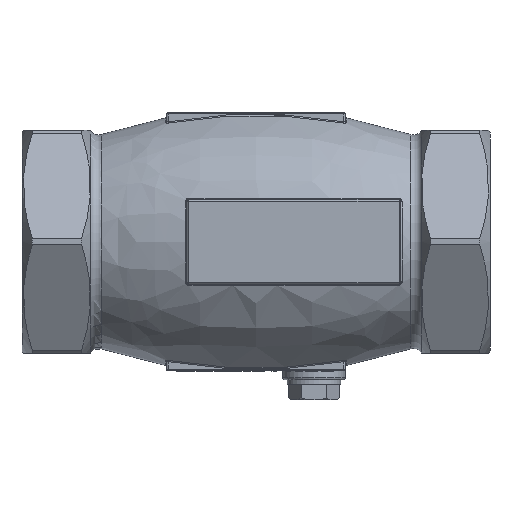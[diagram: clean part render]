
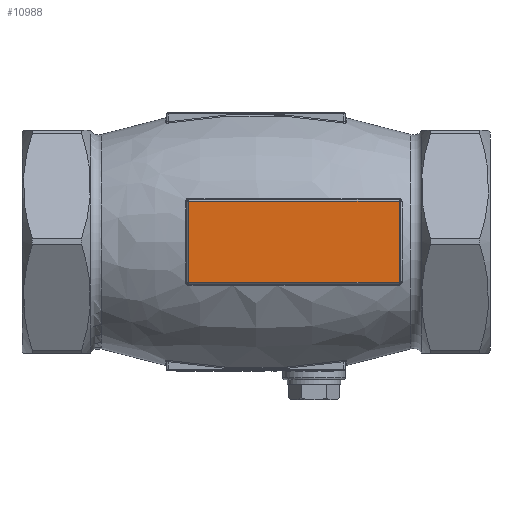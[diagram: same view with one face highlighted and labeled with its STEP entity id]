
A CAD part, front view. The second image highlights one B-rep face of the part: STEP entity #10988.
In plain terms, the highlighted planar face has unit normal (0, -1, 0).
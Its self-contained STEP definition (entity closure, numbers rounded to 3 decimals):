
#3356 = FACE_OUTER_BOUND ( 'NONE', #12179, .T. ) ;
#3469 = PLANE ( 'NONE',  #4050 ) ;
#3504 = CARTESIAN_POINT ( 'NONE',  ( -15.5, -29.5, 9.5 ) ) ;
#3506 = DIRECTION ( 'NONE',  ( 0., 1., 0. ) ) ;
#3508 = DIRECTION ( 'NONE',  ( 0., 0., 1. ) ) ;
#4050 = AXIS2_PLACEMENT_3D ( 'NONE', #3504, #3506, #3508 ) ;
#4392 = VECTOR ( 'NONE', #23486, 1000. ) ;
#4424 = VECTOR ( 'NONE', #23729, 1000. ) ;
#4426 = VECTOR ( 'NONE', #23661, 1000. ) ;
#4435 = VECTOR ( 'NONE', #23836, 1000. ) ;
#8522 = CARTESIAN_POINT ( 'NONE',  ( 32.1, -29.5, -9.1 ) ) ;
#8527 = CARTESIAN_POINT ( 'NONE',  ( 32.1, -29.5, 9.1 ) ) ;
#8530 = CARTESIAN_POINT ( 'NONE',  ( -15.1, -29.5, -9.1 ) ) ;
#8532 = CARTESIAN_POINT ( 'NONE',  ( -15.1, -29.5, 9.1 ) ) ;
#10988 = ADVANCED_FACE ( 'NONE', ( #3356 ), #3469, .F. ) ;
#12179 = EDGE_LOOP ( 'NONE', ( #15649, #15652, #15654, #15657 ) ) ;
#15437 = VERTEX_POINT ( 'NONE', #8522 ) ;
#15438 = VERTEX_POINT ( 'NONE', #8527 ) ;
#15446 = VERTEX_POINT ( 'NONE', #8532 ) ;
#15448 = VERTEX_POINT ( 'NONE', #8530 ) ;
#15649 = ORIENTED_EDGE ( 'NONE', *, *, #32363, .T. ) ;
#15652 = ORIENTED_EDGE ( 'NONE', *, *, #32372, .T. ) ;
#15654 = ORIENTED_EDGE ( 'NONE', *, *, #32356, .T. ) ;
#15657 = ORIENTED_EDGE ( 'NONE', *, *, #32337, .T. ) ;
#23464 = LINE ( 'NONE', #23482, #4392 ) ;
#23482 = CARTESIAN_POINT ( 'NONE',  ( -15.5, -29.5, -9.1 ) ) ;
#23486 = DIRECTION ( 'NONE',  ( 1., 0., 0. ) ) ;
#23639 = LINE ( 'NONE', #23642, #4426 ) ;
#23642 = CARTESIAN_POINT ( 'NONE',  ( -15.1, -29.5, 9.5 ) ) ;
#23661 = DIRECTION ( 'NONE',  ( 0., 0., -1. ) ) ;
#23711 = LINE ( 'NONE', #23725, #4424 ) ;
#23725 = CARTESIAN_POINT ( 'NONE',  ( 32.1, -29.5, 9.5 ) ) ;
#23729 = DIRECTION ( 'NONE',  ( 0., 0., 1. ) ) ;
#23818 = LINE ( 'NONE', #23832, #4435 ) ;
#23832 = CARTESIAN_POINT ( 'NONE',  ( -15.5, -29.5, 9.1 ) ) ;
#23836 = DIRECTION ( 'NONE',  ( -1., 0., 0. ) ) ;
#32337 = EDGE_CURVE ( 'NONE', #15448, #15437, #23464, .T. ) ;
#32356 = EDGE_CURVE ( 'NONE', #15446, #15448, #23639, .T. ) ;
#32363 = EDGE_CURVE ( 'NONE', #15437, #15438, #23711, .T. ) ;
#32372 = EDGE_CURVE ( 'NONE', #15438, #15446, #23818, .T. ) ;
